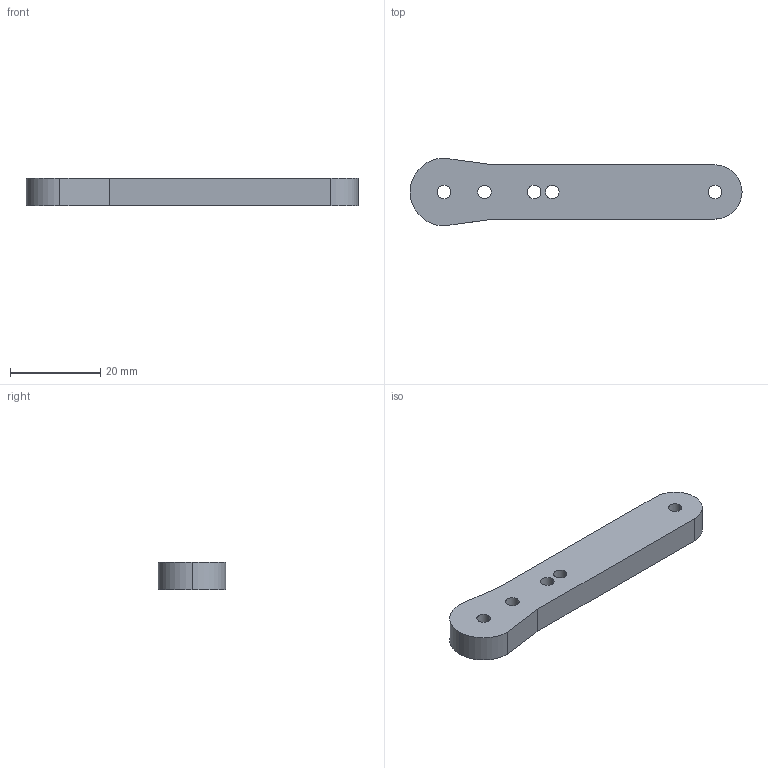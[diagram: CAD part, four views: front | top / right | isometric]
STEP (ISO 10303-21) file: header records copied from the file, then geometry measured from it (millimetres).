
FILE_DESCRIPTION (( 'STEP AP214' ), '1' );
FILE_NAME ('覃誹苤旋1.step', '2025-04-17T00:38:56', ( '' ), ( '' ), 'SwSTEP 2.0', 'SolidWorks 2024', '' );
FILE_SCHEMA (( 'AUTOMOTIVE_DESIGN' ));
Length unit declared in the file: millimetre
Products named in the file (1): 调节小臂1
Bounding box: 73.5 x 15 x 6 mm (x, y, z)
Volume: 5076.4 mm3; surface area: 2950.6 mm2
Topology: 1 solids, 1 shells, 19 faces, 51 edges, 34 vertices
Faces by surface type: cylinder 13, plane 6
Entity records: 654 total; most frequent: DIRECTION 117, CARTESIAN_POINT 105, ORIENTED_EDGE 102, EDGE_CURVE 51, AXIS2_PLACEMENT_3D 46, VERTEX_POINT 34, EDGE_LOOP 29, CIRCLE 26
